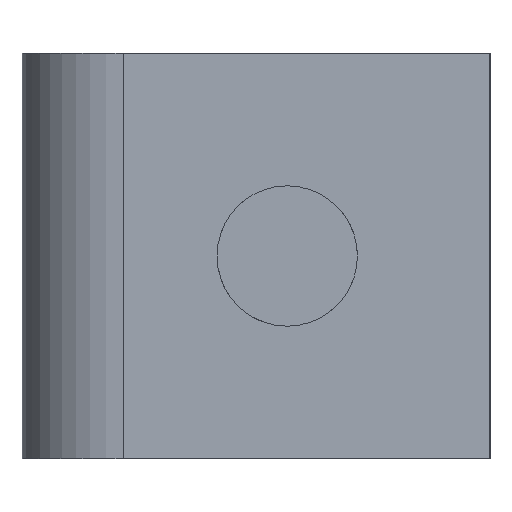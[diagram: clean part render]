
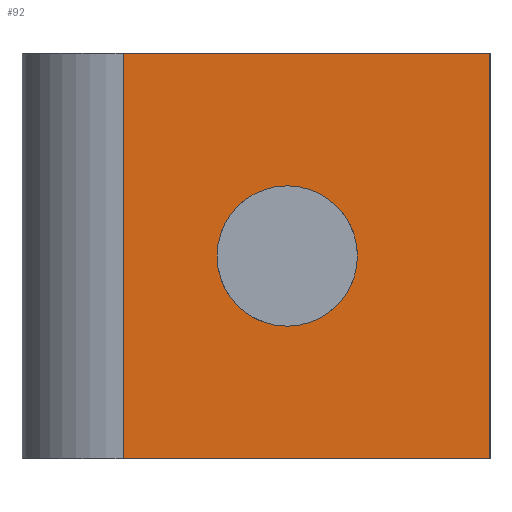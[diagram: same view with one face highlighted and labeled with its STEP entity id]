
A CAD part, left-side view. The second image highlights one B-rep face of the part: STEP entity #92.
In plain terms, the highlighted planar face has unit normal (-1, 0, 0).
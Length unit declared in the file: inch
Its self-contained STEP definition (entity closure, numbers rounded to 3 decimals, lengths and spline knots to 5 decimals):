
#92=ADVANCED_FACE('',(#186,#187),#188,.T.);
#186=FACE_BOUND('',#370,.T.);
#187=FACE_OUTER_BOUND('',#371,.T.);
#188=PLANE('',#372);
#370=EDGE_LOOP('',(#560,#561,#562,#563));
#371=EDGE_LOOP('',(#564,#565,#566,#567));
#372=AXIS2_PLACEMENT_3D('',#568,#569,#570);
#560=ORIENTED_EDGE('',*,*,#707,.T.);
#561=ORIENTED_EDGE('',*,*,#710,.T.);
#562=ORIENTED_EDGE('',*,*,#662,.T.);
#563=ORIENTED_EDGE('',*,*,#704,.T.);
#564=ORIENTED_EDGE('',*,*,#695,.T.);
#565=ORIENTED_EDGE('',*,*,#699,.F.);
#566=ORIENTED_EDGE('',*,*,#676,.F.);
#567=ORIENTED_EDGE('',*,*,#711,.T.);
#568=CARTESIAN_POINT('',(0.0,0.73445,0.0));
#569=DIRECTION('',(-1.0,-0.0,0.0));
#570=DIRECTION('',(0.0,-1.0,-0.0));
#662=EDGE_CURVE('',#786,#787,#788,.T.);
#676=EDGE_CURVE('',#809,#811,#812,.T.);
#695=EDGE_CURVE('',#827,#839,#841,.T.);
#699=EDGE_CURVE('',#811,#839,#845,.T.);
#704=EDGE_CURVE('',#787,#850,#851,.T.);
#707=EDGE_CURVE('',#850,#854,#855,.T.);
#710=EDGE_CURVE('',#854,#786,#858,.T.);
#711=EDGE_CURVE('',#809,#827,#859,.T.);
#786=VERTEX_POINT('',#992);
#787=VERTEX_POINT('',#993);
#788=B_SPLINE_CURVE_WITH_KNOTS('',3,(#994,#995,#996,#997),.UNSPECIFIED.,.F.,.F.,(4,4),(0.0,1.0),.UNSPECIFIED.);
#809=VERTEX_POINT('',#1036);
#811=VERTEX_POINT('',#1039);
#812=LINE('',#1040,#1041);
#827=VERTEX_POINT('',#1074);
#839=VERTEX_POINT('',#1099);
#841=LINE('',#1104,#1105);
#845=LINE('',#1110,#1111);
#850=VERTEX_POINT('',#1119);
#851=B_SPLINE_CURVE_WITH_KNOTS('',3,(#1120,#1121,#1122,#1123),.UNSPECIFIED.,.F.,.F.,(4,4),(0.0,1.0),.UNSPECIFIED.);
#854=VERTEX_POINT('',#1127);
#855=B_SPLINE_CURVE_WITH_KNOTS('',3,(#1128,#1129,#1130,#1131),.UNSPECIFIED.,.F.,.F.,(4,4),(0.0,1.0),.UNSPECIFIED.);
#858=B_SPLINE_CURVE_WITH_KNOTS('',3,(#1135,#1136,#1137,#1138),.UNSPECIFIED.,.F.,.F.,(4,4),(0.0,1.0),.UNSPECIFIED.);
#859=LINE('',#1139,#1140);
#992=CARTESIAN_POINT('',(0.0,1.09375,0.8125));
#993=CARTESIAN_POINT('',(0.0,0.8125,1.09375));
#994=CARTESIAN_POINT('',(0.0,1.09375,0.8125));
#995=CARTESIAN_POINT('',(0.0,1.09375,0.96783));
#996=CARTESIAN_POINT('',(0.0,0.96783,1.09375));
#997=CARTESIAN_POINT('',(0.,0.8125,1.09375));
#1036=CARTESIAN_POINT('',(0.0,0.0,0.0));
#1039=CARTESIAN_POINT('',(0.0,1.4689,0.0));
#1040=CARTESIAN_POINT('',(0.0,0.0,0.0));
#1041=VECTOR('',#1177,1.0);
#1074=CARTESIAN_POINT('',(0.0,0.0,1.625));
#1099=CARTESIAN_POINT('',(0.0,1.4689,1.625));
#1104=CARTESIAN_POINT('',(0.0,0.0,1.625));
#1105=VECTOR('',#1185,1.0);
#1110=CARTESIAN_POINT('',(0.0,1.4689,0.0));
#1111=VECTOR('',#1187,1.0);
#1119=CARTESIAN_POINT('',(0.0,0.53125,0.8125));
#1120=CARTESIAN_POINT('',(0.0,0.8125,1.09375));
#1121=CARTESIAN_POINT('',(0.,0.65717,1.09375));
#1122=CARTESIAN_POINT('',(0.,0.53125,0.96783));
#1123=CARTESIAN_POINT('',(0.,0.53125,0.8125));
#1127=CARTESIAN_POINT('',(0.0,0.8125,0.53125));
#1128=CARTESIAN_POINT('',(0.0,0.53125,0.8125));
#1129=CARTESIAN_POINT('',(0.,0.53125,0.65717));
#1130=CARTESIAN_POINT('',(0.0,0.65717,0.53125));
#1131=CARTESIAN_POINT('',(0.,0.8125,0.53125));
#1135=CARTESIAN_POINT('',(0.0,0.8125,0.53125));
#1136=CARTESIAN_POINT('',(0.,0.96783,0.53125));
#1137=CARTESIAN_POINT('',(0.,1.09375,0.65717));
#1138=CARTESIAN_POINT('',(0.,1.09375,0.8125));
#1139=CARTESIAN_POINT('',(0.0,0.0,0.0));
#1140=VECTOR('',#1190,1.0);
#1177=DIRECTION('',(0.0,1.0,0.0));
#1185=DIRECTION('',(0.0,1.0,0.0));
#1187=DIRECTION('',(0.0,0.0,1.0));
#1190=DIRECTION('',(0.0,0.0,1.0));
